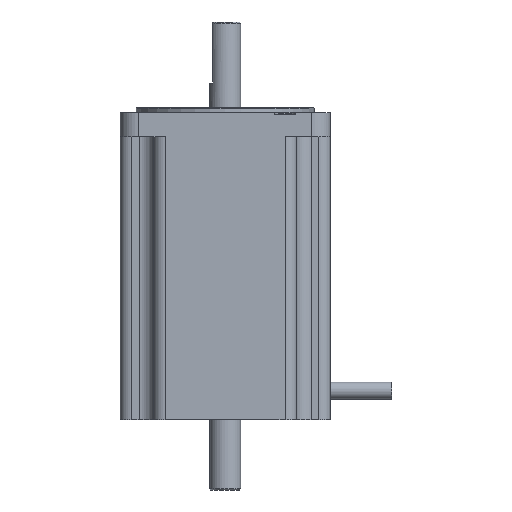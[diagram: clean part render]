
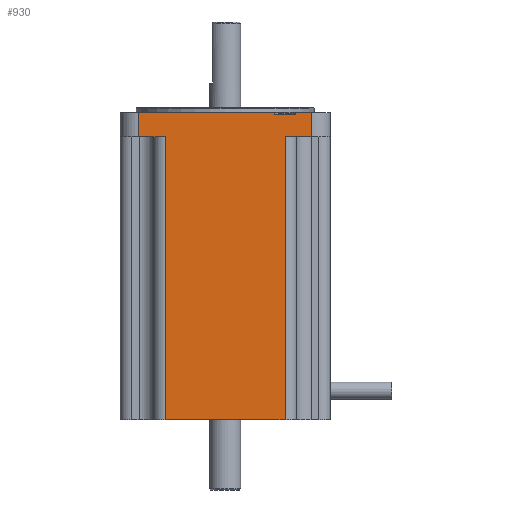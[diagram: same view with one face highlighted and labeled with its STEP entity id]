
A CAD part, left-side view. The second image highlights one B-rep face of the part: STEP entity #930.
In plain terms, the highlighted planar face has unit normal (-1, 0, 0).
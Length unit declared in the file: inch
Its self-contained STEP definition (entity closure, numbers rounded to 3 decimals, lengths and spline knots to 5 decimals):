
#8 = VERTEX_POINT ( 'NONE', #4736 ) ;
#160 = DIRECTION ( 'NONE',  ( 0., 0., 1. ) ) ;
#184 = ORIENTED_EDGE ( 'NONE', *, *, #4791, .T. ) ;
#235 = VERTEX_POINT ( 'NONE', #3006 ) ;
#256 = LINE ( 'NONE', #5195, #2782 ) ;
#471 = ORIENTED_EDGE ( 'NONE', *, *, #1135, .T. ) ;
#546 = VERTEX_POINT ( 'NONE', #3681 ) ;
#609 = CARTESIAN_POINT ( 'NONE',  ( -1.69487, -1.13402, -0.03543 ) ) ;
#752 = LINE ( 'NONE', #1779, #6266 ) ;
#865 = CARTESIAN_POINT ( 'NONE',  ( -1.69487, 0.00001, -0.3937 ) ) ;
#887 = VECTOR ( 'NONE', #4548, 39.37008 ) ;
#926 = DIRECTION ( 'NONE',  ( 0., 1., 0. ) ) ;
#930 = ADVANCED_FACE ( 'NONE', ( #5398 ), #980, .T. ) ;
#935 = DIRECTION ( 'NONE',  ( 0., 0., -1. ) ) ;
#952 = CARTESIAN_POINT ( 'NONE',  ( -1.69487, -1.69488, 0. ) ) ;
#980 = PLANE ( 'NONE',  #6364 ) ;
#1024 = EDGE_CURVE ( 'NONE', #5096, #4224, #4063, .T. ) ;
#1131 = LINE ( 'NONE', #4741, #3673 ) ;
#1135 = EDGE_CURVE ( 'NONE', #5716, #4505, #2217, .T. ) ;
#1148 = CARTESIAN_POINT ( 'NONE',  ( -1.69487, -1.13402, 0. ) ) ;
#1182 = VECTOR ( 'NONE', #5939, 39.37008 ) ;
#1200 = VECTOR ( 'NONE', #2879, 39.37008 ) ;
#1208 = LINE ( 'NONE', #4876, #3121 ) ;
#1212 = DIRECTION ( 'NONE',  ( 0., 0., 1. ) ) ;
#1266 = EDGE_CURVE ( 'NONE', #546, #2346, #256, .T. ) ;
#1359 = ORIENTED_EDGE ( 'NONE', *, *, #6015, .F. ) ;
#1449 = ORIENTED_EDGE ( 'NONE', *, *, #6507, .F. ) ;
#1474 = ORIENTED_EDGE ( 'NONE', *, *, #1266, .F. ) ;
#1674 = VERTEX_POINT ( 'NONE', #2353 ) ;
#1711 = CARTESIAN_POINT ( 'NONE',  ( -1.69487, 1.39568, -1.46304 ) ) ;
#1726 = ORIENTED_EDGE ( 'NONE', *, *, #4647, .T. ) ;
#1755 = VECTOR ( 'NONE', #3715, 39.37008 ) ;
#1779 = CARTESIAN_POINT ( 'NONE',  ( -1.69487, -1.39566, 0. ) ) ;
#1820 = CARTESIAN_POINT ( 'NONE',  ( -1.69487, 1.39568, 0. ) ) ;
#1832 = ORIENTED_EDGE ( 'NONE', *, *, #5078, .T. ) ;
#1869 = CARTESIAN_POINT ( 'NONE',  ( -1.69487, -0.79937, -0.03543 ) ) ;
#1894 = CARTESIAN_POINT ( 'NONE',  ( -1.69487, -0.96653, -0.3937 ) ) ;
#1900 = DIRECTION ( 'NONE',  ( -1., 0., 0. ) ) ;
#1987 = VECTOR ( 'NONE', #4865, 39.37008 ) ;
#2065 = VECTOR ( 'NONE', #1212, 39.37008 ) ;
#2077 = CARTESIAN_POINT ( 'NONE',  ( -1.69487, -0.79937, 0. ) ) ;
#2187 = DIRECTION ( 'NONE',  ( 0., 1., 0. ) ) ;
#2193 = DIRECTION ( 'NONE',  ( 0., 0., 1. ) ) ;
#2217 = LINE ( 'NONE', #4095, #887 ) ;
#2346 = VERTEX_POINT ( 'NONE', #3233 ) ;
#2353 = CARTESIAN_POINT ( 'NONE',  ( -1.69487, 0.96654, -0.3937 ) ) ;
#2376 = EDGE_CURVE ( 'NONE', #2346, #1674, #4273, .T. ) ;
#2378 = CARTESIAN_POINT ( 'NONE',  ( -1.69487, -1.69488, -0.3937 ) ) ;
#2586 = EDGE_CURVE ( 'NONE', #8, #2913, #6071, .T. ) ;
#2782 = VECTOR ( 'NONE', #2187, 39.37008 ) ;
#2787 = LINE ( 'NONE', #1711, #2065 ) ;
#2879 = DIRECTION ( 'NONE',  ( 0., -1., 0. ) ) ;
#2891 = CARTESIAN_POINT ( 'NONE',  ( -1.69487, -1.39566, -0.3937 ) ) ;
#2913 = VERTEX_POINT ( 'NONE', #1820 ) ;
#2949 = EDGE_CURVE ( 'NONE', #4505, #5840, #3565, .T. ) ;
#2961 = VERTEX_POINT ( 'NONE', #1869 ) ;
#3006 = CARTESIAN_POINT ( 'NONE',  ( -1.69487, 1.39568, -0.3937 ) ) ;
#3033 = ORIENTED_EDGE ( 'NONE', *, *, #2376, .F. ) ;
#3066 = ORIENTED_EDGE ( 'NONE', *, *, #1024, .T. ) ;
#3121 = VECTOR ( 'NONE', #926, 39.37008 ) ;
#3136 = LINE ( 'NONE', #2077, #3207 ) ;
#3207 = VECTOR ( 'NONE', #160, 39.37008 ) ;
#3233 = CARTESIAN_POINT ( 'NONE',  ( -1.69487, 0.96654, -4.96063 ) ) ;
#3565 = LINE ( 'NONE', #5944, #5839 ) ;
#3673 = VECTOR ( 'NONE', #2193, 39.37008 ) ;
#3681 = CARTESIAN_POINT ( 'NONE',  ( -1.69487, -0.96653, -4.96063 ) ) ;
#3715 = DIRECTION ( 'NONE',  ( 0., 0., 1. ) ) ;
#3985 = DIRECTION ( 'NONE',  ( 0., 0., -1. ) ) ;
#4063 = LINE ( 'NONE', #2378, #1200 ) ;
#4095 = CARTESIAN_POINT ( 'NONE',  ( -1.69487, 0.00001, 0. ) ) ;
#4224 = VERTEX_POINT ( 'NONE', #2891 ) ;
#4245 = DIRECTION ( 'NONE',  ( 0., 0., 1. ) ) ;
#4273 = LINE ( 'NONE', #5248, #1755 ) ;
#4461 = ORIENTED_EDGE ( 'NONE', *, *, #2586, .T. ) ;
#4462 = EDGE_CURVE ( 'NONE', #2961, #8, #3136, .T. ) ;
#4498 = ORIENTED_EDGE ( 'NONE', *, *, #4462, .T. ) ;
#4505 = VERTEX_POINT ( 'NONE', #1148 ) ;
#4548 = DIRECTION ( 'NONE',  ( 0., 1., 0. ) ) ;
#4647 = EDGE_CURVE ( 'NONE', #4224, #5716, #752, .T. ) ;
#4736 = CARTESIAN_POINT ( 'NONE',  ( -1.69487, -0.79937, 0. ) ) ;
#4741 = CARTESIAN_POINT ( 'NONE',  ( -1.69487, -0.96653, 0. ) ) ;
#4791 = EDGE_CURVE ( 'NONE', #546, #5096, #1131, .T. ) ;
#4865 = DIRECTION ( 'NONE',  ( 0., 1., 0. ) ) ;
#4876 = CARTESIAN_POINT ( 'NONE',  ( -1.69487, -1.69488, -0.03543 ) ) ;
#4905 = LINE ( 'NONE', #865, #1987 ) ;
#5078 = EDGE_CURVE ( 'NONE', #5840, #2961, #1208, .T. ) ;
#5096 = VERTEX_POINT ( 'NONE', #1894 ) ;
#5180 = CARTESIAN_POINT ( 'NONE',  ( -1.69487, 0.00001, 0. ) ) ;
#5195 = CARTESIAN_POINT ( 'NONE',  ( -1.69487, 0.00001, -4.96063 ) ) ;
#5248 = CARTESIAN_POINT ( 'NONE',  ( -1.69487, 0.96654, -1.46304 ) ) ;
#5302 = ORIENTED_EDGE ( 'NONE', *, *, #2949, .T. ) ;
#5398 = FACE_OUTER_BOUND ( 'NONE', #5881, .T. ) ;
#5716 = VERTEX_POINT ( 'NONE', #6369 ) ;
#5839 = VECTOR ( 'NONE', #935, 39.37008 ) ;
#5840 = VERTEX_POINT ( 'NONE', #609 ) ;
#5881 = EDGE_LOOP ( 'NONE', ( #1474, #184, #3066, #1726, #471, #5302, #1832, #4498, #4461, #1359, #1449, #3033 ) ) ;
#5939 = DIRECTION ( 'NONE',  ( 0., 1., 0. ) ) ;
#5944 = CARTESIAN_POINT ( 'NONE',  ( -1.69487, -1.13402, 0. ) ) ;
#6015 = EDGE_CURVE ( 'NONE', #235, #2913, #2787, .T. ) ;
#6071 = LINE ( 'NONE', #5180, #1182 ) ;
#6266 = VECTOR ( 'NONE', #4245, 39.37008 ) ;
#6364 = AXIS2_PLACEMENT_3D ( 'NONE', #952, #1900, #3985 ) ;
#6369 = CARTESIAN_POINT ( 'NONE',  ( -1.69487, -1.39566, 0. ) ) ;
#6507 = EDGE_CURVE ( 'NONE', #1674, #235, #4905, .T. ) ;
